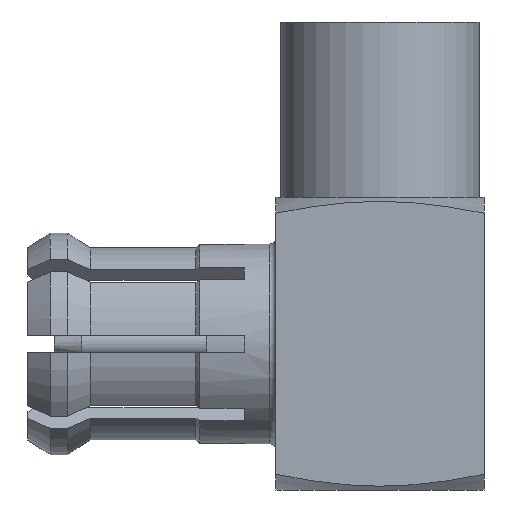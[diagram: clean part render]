
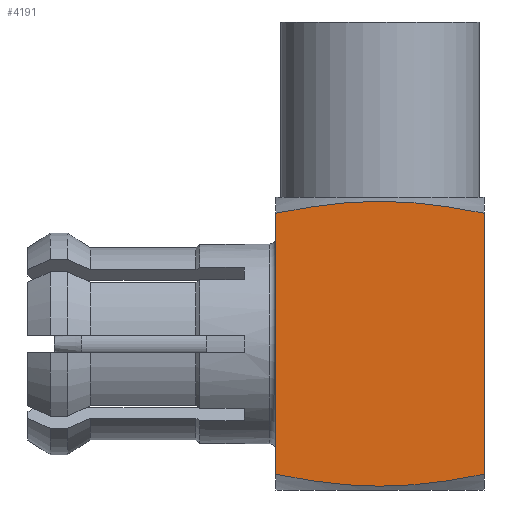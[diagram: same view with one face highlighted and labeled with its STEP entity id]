
A CAD part, front view. The second image highlights one B-rep face of the part: STEP entity #4191.
In plain terms, the highlighted planar face has unit normal (0, -1, 0).
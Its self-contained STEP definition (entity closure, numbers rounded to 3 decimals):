
#1599=CARTESIAN_POINT('',(0.336,-2.,-3.731));
#1600=CARTESIAN_POINT('',(0.453,-2.,-3.755));
#1601=CARTESIAN_POINT('',(0.679,-2.,-3.797));
#1602=CARTESIAN_POINT('',(0.982,-2.,-3.846));
#1603=CARTESIAN_POINT('',(1.271,-2.,-3.885));
#1604=CARTESIAN_POINT('',(1.553,-2.,-3.913));
#1605=CARTESIAN_POINT('',(1.835,-2.,-3.931));
#1606=CARTESIAN_POINT('',(2.118,-2.,-3.937));
#1607=CARTESIAN_POINT('',(2.402,-2.,-3.931));
#1608=CARTESIAN_POINT('',(2.683,-2.,-3.913));
#1609=CARTESIAN_POINT('',(2.965,-2.,-3.885));
#1610=CARTESIAN_POINT('',(3.253,-2.,-3.846));
#1611=CARTESIAN_POINT('',(3.556,-2.,-3.797));
#1612=CARTESIAN_POINT('',(3.782,-2.,-3.755));
#1613=CARTESIAN_POINT('',(3.9,-2.,-3.731));
#1615=DIRECTION('',(0.,0.,1.));
#1616=VECTOR('',#1615,4.462);
#1617=CARTESIAN_POINT('',(0.336,-2.,-3.731));
#1618=LINE('',#1617,#1616);
#1619=CARTESIAN_POINT('',(0.336,-2.,0.731));
#1620=CARTESIAN_POINT('',(0.453,-2.,0.755));
#1621=CARTESIAN_POINT('',(0.679,-2.,0.797));
#1622=CARTESIAN_POINT('',(0.982,-2.,0.846));
#1623=CARTESIAN_POINT('',(1.271,-2.,0.885));
#1624=CARTESIAN_POINT('',(1.553,-2.,0.913));
#1625=CARTESIAN_POINT('',(1.835,-2.,0.931));
#1626=CARTESIAN_POINT('',(2.118,-2.,0.937));
#1627=CARTESIAN_POINT('',(2.402,-2.,0.931));
#1628=CARTESIAN_POINT('',(2.683,-2.,0.913));
#1629=CARTESIAN_POINT('',(2.965,-2.,0.885));
#1630=CARTESIAN_POINT('',(3.253,-2.,0.846));
#1631=CARTESIAN_POINT('',(3.556,-2.,0.797));
#1632=CARTESIAN_POINT('',(3.782,-2.,0.755));
#1633=CARTESIAN_POINT('',(3.9,-2.,0.731));
#1635=DIRECTION('',(0.,0.,-1.));
#1636=VECTOR('',#1635,4.462);
#1637=CARTESIAN_POINT('',(3.9,-2.,0.731));
#1638=LINE('',#1637,#1636);
#1945=VERTEX_POINT('',#1599);
#1946=VERTEX_POINT('',#1613);
#1947=VERTEX_POINT('',#1619);
#1948=VERTEX_POINT('',#1633);
#4179=CARTESIAN_POINT('',(0.,-2.,0.));
#4180=DIRECTION('',(0.,1.,0.));
#4181=DIRECTION('',(1.,0.,0.));
#4182=AXIS2_PLACEMENT_3D('',#4179,#4180,#4181);
#4183=PLANE('',#4182);
#4184=ORIENTED_EDGE('',*,*,#4170,.F.);
#4185=ORIENTED_EDGE('',*,*,#4107,.T.);
#4187=ORIENTED_EDGE('',*,*,#4186,.T.);
#4188=ORIENTED_EDGE('',*,*,#4155,.T.);
#4189=EDGE_LOOP('',(#4184,#4185,#4187,#4188));
#4190=FACE_OUTER_BOUND('',#4189,.F.);
#1614=B_SPLINE_CURVE_WITH_KNOTS('',3,(#1599,#1600,#1601,#1602,#1603,#1604,#1605,
#1606,#1607,#1608,#1609,#1610,#1611,#1612,#1613),.UNSPECIFIED.,.F.,.F.,(4,1,1,1,
1,1,1,1,1,1,1,1,4),(0.,0.083,0.167,0.25,
0.333,0.417,0.5,0.583,0.667,
0.75,0.833,0.917,1.),.UNSPECIFIED.);
#1634=B_SPLINE_CURVE_WITH_KNOTS('',3,(#1619,#1620,#1621,#1622,#1623,#1624,#1625,
#1626,#1627,#1628,#1629,#1630,#1631,#1632,#1633),.UNSPECIFIED.,.F.,.F.,(4,1,1,1,
1,1,1,1,1,1,1,1,4),(0.,0.083,0.167,0.25,
0.333,0.417,0.5,0.583,0.667,
0.75,0.833,0.917,1.),.UNSPECIFIED.);
#4107=EDGE_CURVE('',#1945,#1947,#1618,.T.);
#4155=EDGE_CURVE('',#1948,#1946,#1638,.T.);
#4170=EDGE_CURVE('',#1945,#1946,#1614,.T.);
#4186=EDGE_CURVE('',#1947,#1948,#1634,.T.);
#4191=ADVANCED_FACE('',(#4190),#4183,.F.);
